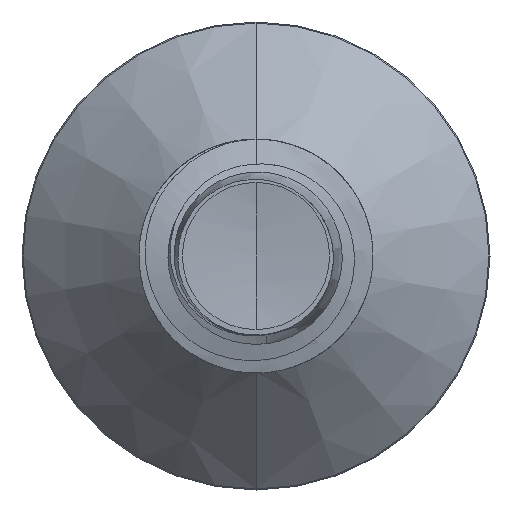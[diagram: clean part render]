
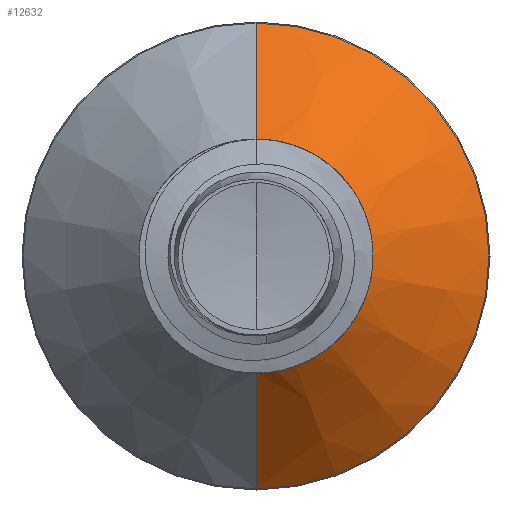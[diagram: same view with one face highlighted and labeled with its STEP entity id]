
A CAD part, front view. The second image highlights one B-rep face of the part: STEP entity #12632.
In plain terms, the highlighted conical face has half-angle 45 degrees and reference radius 0.996 mm.
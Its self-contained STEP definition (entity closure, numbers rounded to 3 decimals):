
#1187 = VERTEX_POINT ( 'NONE', #16470 ) ;
#1197 = LINE ( 'NONE', #10094, #9106 ) ;
#2358 = VERTEX_POINT ( 'NONE', #8615 ) ;
#2491 = CIRCLE ( 'NONE', #13483, 0.996 ) ;
#3951 = EDGE_CURVE ( 'NONE', #17175, #2358, #7895, .T. ) ;
#4064 = DIRECTION ( 'NONE',  ( 0., 0., 1. ) ) ;
#5287 = DIRECTION ( 'NONE',  ( 0., 0.707, -0.707 ) ) ;
#6304 = EDGE_CURVE ( 'NONE', #14519, #17175, #2491, .T. ) ;
#6472 = CARTESIAN_POINT ( 'NONE',  ( 0., 6.641, 0. ) ) ;
#6473 = ORIENTED_EDGE ( 'NONE', *, *, #8406, .F. ) ;
#7809 = EDGE_CURVE ( 'NONE', #1187, #2358, #14228, .T. ) ;
#7837 = AXIS2_PLACEMENT_3D ( 'NONE', #6472, #17358, #8043 ) ;
#7895 = LINE ( 'NONE', #8451, #10601 ) ;
#8043 = DIRECTION ( 'NONE',  ( 0., 0., 1. ) ) ;
#8347 = CARTESIAN_POINT ( 'NONE',  ( 0., 5.646, 0. ) ) ;
#8406 = EDGE_CURVE ( 'NONE', #14519, #1187, #1197, .T. ) ;
#8451 = CARTESIAN_POINT ( 'NONE',  ( 0., 5.646, -0.996 ) ) ;
#8615 = CARTESIAN_POINT ( 'NONE',  ( 0., 6.641, -1.991 ) ) ;
#8858 = ORIENTED_EDGE ( 'NONE', *, *, #6304, .T. ) ;
#9106 = VECTOR ( 'NONE', #11470, 1000. ) ;
#9933 = DIRECTION ( 'NONE',  ( 0., 0., 1. ) ) ;
#10094 = CARTESIAN_POINT ( 'NONE',  ( 0., 5.646, 0.996 ) ) ;
#10601 = VECTOR ( 'NONE', #5287, 1000. ) ;
#11470 = DIRECTION ( 'NONE',  ( 0., 0.707, 0.707 ) ) ;
#11778 = CONICAL_SURFACE ( 'NONE', #17198, 0.996, 0.785 ) ;
#12264 = FACE_OUTER_BOUND ( 'NONE', #17770, .T. ) ;
#12632 = ADVANCED_FACE ( 'NONE', ( #12264 ), #11778, .T. ) ;
#13152 = CARTESIAN_POINT ( 'NONE',  ( 0., 5.646, 0.996 ) ) ;
#13459 = CARTESIAN_POINT ( 'NONE',  ( 0., 5.646, 0. ) ) ;
#13483 = AXIS2_PLACEMENT_3D ( 'NONE', #8347, #19188, #9933 ) ;
#14228 = CIRCLE ( 'NONE', #7837, 1.991 ) ;
#14519 = VERTEX_POINT ( 'NONE', #13152 ) ;
#16423 = CARTESIAN_POINT ( 'NONE',  ( 0., 5.646, -0.996 ) ) ;
#16470 = CARTESIAN_POINT ( 'NONE',  ( 0., 6.641, 1.991 ) ) ;
#16502 = DIRECTION ( 'NONE',  ( 0., 1., 0. ) ) ;
#17175 = VERTEX_POINT ( 'NONE', #16423 ) ;
#17198 = AXIS2_PLACEMENT_3D ( 'NONE', #13459, #16502, #4064 ) ;
#17358 = DIRECTION ( 'NONE',  ( 0., 1., 0. ) ) ;
#17770 = EDGE_LOOP ( 'NONE', ( #8858, #19818, #19985, #6473 ) ) ;
#19188 = DIRECTION ( 'NONE',  ( 0., 1., 0. ) ) ;
#19818 = ORIENTED_EDGE ( 'NONE', *, *, #3951, .T. ) ;
#19985 = ORIENTED_EDGE ( 'NONE', *, *, #7809, .F. ) ;
